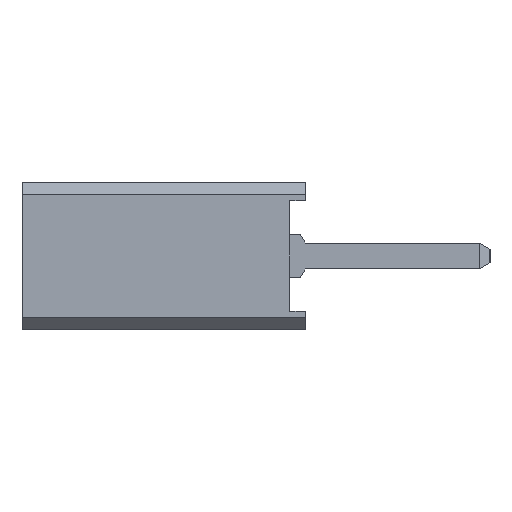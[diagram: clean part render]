
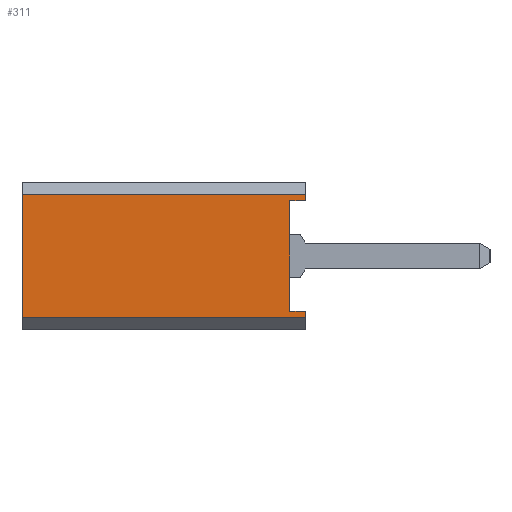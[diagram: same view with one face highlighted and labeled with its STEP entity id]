
A CAD part, left-side view. The second image highlights one B-rep face of the part: STEP entity #311.
In plain terms, the highlighted planar face has unit normal (-1, 0, 0).
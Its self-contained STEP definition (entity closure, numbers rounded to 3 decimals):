
#311=ADVANCED_FACE('',(#1001),#1002,.T.);
#1001=FACE_OUTER_BOUND('',#2086,.T.);
#1002=PLANE('',#2087);
#2086=EDGE_LOOP('',(#4111,#4112,#4113,#4114,#4115,#4116,#4117,#4118));
#2087=AXIS2_PLACEMENT_3D('',#4119,#4120,#4121);
#4111=ORIENTED_EDGE('',*,*,#7834,.F.);
#4112=ORIENTED_EDGE('',*,*,#7763,.F.);
#4113=ORIENTED_EDGE('',*,*,#7835,.T.);
#4114=ORIENTED_EDGE('',*,*,#7510,.T.);
#4115=ORIENTED_EDGE('',*,*,#7719,.F.);
#4116=ORIENTED_EDGE('',*,*,#7756,.F.);
#4117=ORIENTED_EDGE('',*,*,#7833,.T.);
#4118=ORIENTED_EDGE('',*,*,#7402,.T.);
#4119=CARTESIAN_POINT('',(0.0,0.0,1.2));
#4120=DIRECTION('',(-1.0,0.0,0.0));
#4121=DIRECTION('',(0.0,0.0,1.0));
#7402=EDGE_CURVE('',#8895,#8893,#8896,.T.);
#7510=EDGE_CURVE('',#9104,#9101,#9105,.T.);
#7719=EDGE_CURVE('',#9438,#9101,#9441,.T.);
#7756=EDGE_CURVE('',#9512,#9438,#9514,.T.);
#7763=EDGE_CURVE('',#9525,#9527,#9528,.T.);
#7833=EDGE_CURVE('',#9512,#8895,#9631,.T.);
#7834=EDGE_CURVE('',#9527,#8893,#9632,.T.);
#7835=EDGE_CURVE('',#9525,#9104,#9633,.T.);
#8893=VERTEX_POINT('',#11320);
#8895=VERTEX_POINT('',#11323);
#8896=LINE('',#11324,#11325);
#9101=VERTEX_POINT('',#11636);
#9104=VERTEX_POINT('',#11640);
#9105=LINE('',#11641,#11642);
#9438=VERTEX_POINT('',#12182);
#9441=LINE('',#12186,#12187);
#9512=VERTEX_POINT('',#12293);
#9514=LINE('',#12296,#12297);
#9525=VERTEX_POINT('',#12313);
#9527=VERTEX_POINT('',#12316);
#9528=LINE('',#12317,#12318);
#9631=LINE('',#12490,#12491);
#9632=LINE('',#12492,#12493);
#9633=LINE('',#12494,#12495);
#11320=CARTESIAN_POINT('',(0.0,0.0,-1.0));
#11323=CARTESIAN_POINT('',(0.0,0.0,1.0));
#11324=CARTESIAN_POINT('',(0.0,0.0,1.0));
#11325=VECTOR('',#14950,2.0);
#11636=CARTESIAN_POINT('',(0.0,-4.35,0.9));
#11640=CARTESIAN_POINT('',(0.0,-4.35,-0.9));
#11641=CARTESIAN_POINT('',(0.0,-4.35,-0.9));
#11642=VECTOR('',#15058,1.8);
#12182=CARTESIAN_POINT('',(0.0,-4.6,0.9));
#12186=CARTESIAN_POINT('',(0.0,-4.6,0.9));
#12187=VECTOR('',#15267,0.25);
#12293=CARTESIAN_POINT('',(0.0,-4.6,1.0));
#12296=CARTESIAN_POINT('',(0.0,-4.6,1.0));
#12297=VECTOR('',#15304,0.1);
#12313=CARTESIAN_POINT('',(0.0,-4.6,-0.9));
#12316=CARTESIAN_POINT('',(0.0,-4.6,-1.0));
#12317=CARTESIAN_POINT('',(0.0,-4.6,-0.9));
#12318=VECTOR('',#15311,0.1);
#12490=CARTESIAN_POINT('',(0.0,-4.6,1.0));
#12491=VECTOR('',#15381,4.6);
#12492=CARTESIAN_POINT('',(0.0,-4.6,-1.0));
#12493=VECTOR('',#15382,4.6);
#12494=CARTESIAN_POINT('',(0.0,-4.6,-0.9));
#12495=VECTOR('',#15383,0.25);
#14950=DIRECTION('',(0.0,0.0,-1.0));
#15058=DIRECTION('',(0.0,0.0,1.0));
#15267=DIRECTION('',(0.0,1.0,0.0));
#15304=DIRECTION('',(0.0,0.0,-1.0));
#15311=DIRECTION('',(0.0,0.0,-1.0));
#15381=DIRECTION('',(0.0,1.0,0.0));
#15382=DIRECTION('',(0.0,1.0,0.0));
#15383=DIRECTION('',(0.0,1.0,0.0));
